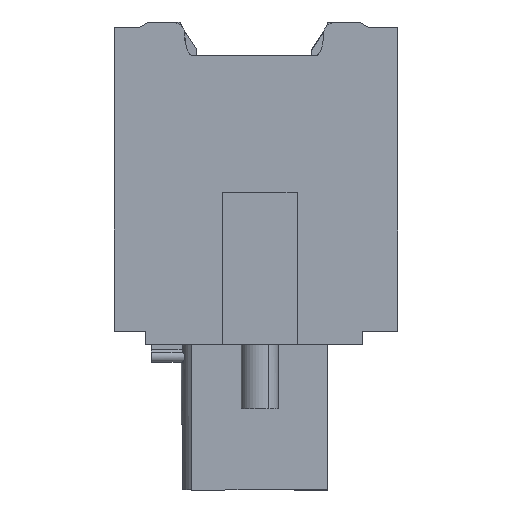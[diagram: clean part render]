
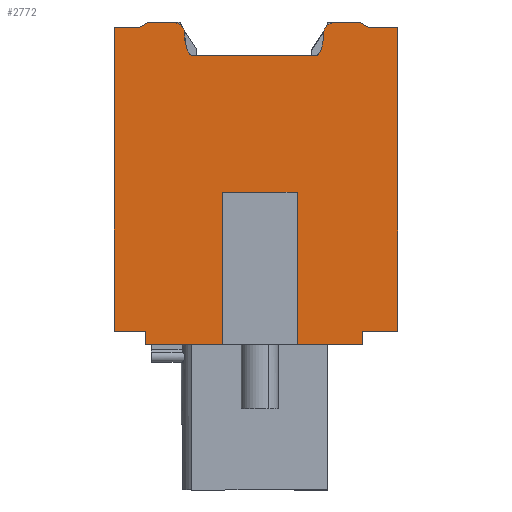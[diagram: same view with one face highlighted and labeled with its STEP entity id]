
A CAD part, left-side view. The second image highlights one B-rep face of the part: STEP entity #2772.
In plain terms, the highlighted planar face has unit normal (-1, 0, 0).
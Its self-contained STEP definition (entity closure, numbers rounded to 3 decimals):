
#875=AXIS2_PLACEMENT_3D('Circle Axis2P3D',#873,#874,$) ;
#923=AXIS2_PLACEMENT_3D('Circle Axis2P3D',#921,#922,$) ;
#2643=AXIS2_PLACEMENT_3D('Plane Axis2P3D',#2640,#2641,#2642) ;
#837=CARTESIAN_POINT('Vertex',(3.375,11.939,25.)) ;
#853=CARTESIAN_POINT('Vertex',(3.375,13.4,25.)) ;
#856=CARTESIAN_POINT('Line Origine',(3.375,8.675,25.)) ;
#873=CARTESIAN_POINT('Axis2P3D Location',(3.375,11.939,24.5)) ;
#877=CARTESIAN_POINT('Vertex',(3.375,11.439,24.525)) ;
#918=CARTESIAN_POINT('Vertex',(3.375,3.961,24.525)) ;
#921=CARTESIAN_POINT('Axis2P3D Location',(3.375,3.461,24.5)) ;
#925=CARTESIAN_POINT('Vertex',(3.375,3.461,25.)) ;
#959=CARTESIAN_POINT('Line Origine',(3.375,6.725,25.)) ;
#963=CARTESIAN_POINT('Vertex',(3.375,2.,25.)) ;
#990=CARTESIAN_POINT('Line Origine',(3.375,1.75,24.875)) ;
#994=CARTESIAN_POINT('Vertex',(3.375,1.5,24.75)) ;
#1065=CARTESIAN_POINT('Vertex',(3.375,13.9,24.75)) ;
#1068=CARTESIAN_POINT('Line Origine',(3.375,13.65,24.875)) ;
#1961=CARTESIAN_POINT('Vertex',(3.375,4.45,23.25)) ;
#1965=CARTESIAN_POINT('Control Point',(3.375,4.45,23.25)) ;
#1966=CARTESIAN_POINT('Control Point',(3.375,4.406,23.25)) ;
#1967=CARTESIAN_POINT('Control Point',(3.375,4.364,23.258)) ;
#1968=CARTESIAN_POINT('Control Point',(3.375,4.321,23.278)) ;
#1969=CARTESIAN_POINT('Control Point',(3.375,4.241,23.336)) ;
#1970=CARTESIAN_POINT('Control Point',(3.375,4.178,23.426)) ;
#1971=CARTESIAN_POINT('Control Point',(3.375,4.15,23.48)) ;
#1972=CARTESIAN_POINT('Control Point',(3.375,4.077,23.649)) ;
#1973=CARTESIAN_POINT('Control Point',(3.375,4.035,23.833)) ;
#1974=CARTESIAN_POINT('Control Point',(3.375,4.014,23.952)) ;
#1975=CARTESIAN_POINT('Control Point',(3.375,3.989,24.142)) ;
#1976=CARTESIAN_POINT('Control Point',(3.375,3.973,24.328)) ;
#1977=CARTESIAN_POINT('Control Point',(3.375,3.968,24.394)) ;
#1978=CARTESIAN_POINT('Control Point',(3.375,3.964,24.459)) ;
#1979=CARTESIAN_POINT('Control Point',(3.375,3.961,24.525)) ;
#2005=CARTESIAN_POINT('Control Point',(3.375,10.95,23.25)) ;
#2006=CARTESIAN_POINT('Control Point',(3.375,11.005,23.25)) ;
#2007=CARTESIAN_POINT('Control Point',(3.375,11.059,23.263)) ;
#2008=CARTESIAN_POINT('Control Point',(3.375,11.109,23.294)) ;
#2009=CARTESIAN_POINT('Control Point',(3.375,11.228,23.409)) ;
#2010=CARTESIAN_POINT('Control Point',(3.375,11.297,23.576)) ;
#2011=CARTESIAN_POINT('Control Point',(3.375,11.33,23.686)) ;
#2012=CARTESIAN_POINT('Control Point',(3.375,11.384,23.922)) ;
#2013=CARTESIAN_POINT('Control Point',(3.375,11.413,24.158)) ;
#2014=CARTESIAN_POINT('Control Point',(3.375,11.425,24.281)) ;
#2015=CARTESIAN_POINT('Control Point',(3.375,11.433,24.403)) ;
#2016=CARTESIAN_POINT('Control Point',(3.375,11.439,24.525)) ;
#2017=CARTESIAN_POINT('Vertex',(3.375,10.95,23.25)) ;
#2241=CARTESIAN_POINT('Line Origine',(3.375,0.75,24.75)) ;
#2245=CARTESIAN_POINT('Vertex',(3.375,0.,24.75)) ;
#2640=CARTESIAN_POINT('Axis2P3D Location',(3.375,15.2,7.8)) ;
#2645=CARTESIAN_POINT('Line Origine',(3.375,9.4,11.875)) ;
#2649=CARTESIAN_POINT('Vertex',(3.375,9.4,15.95)) ;
#2651=CARTESIAN_POINT('Vertex',(3.375,9.4,7.8)) ;
#2654=CARTESIAN_POINT('Line Origine',(3.375,7.4,15.95)) ;
#2658=CARTESIAN_POINT('Vertex',(3.375,5.4,15.95)) ;
#2661=CARTESIAN_POINT('Line Origine',(3.375,5.4,11.875)) ;
#2665=CARTESIAN_POINT('Vertex',(3.375,5.4,7.8)) ;
#2668=CARTESIAN_POINT('Line Origine',(3.375,3.65,7.8)) ;
#2672=CARTESIAN_POINT('Vertex',(3.375,1.9,7.8)) ;
#2675=CARTESIAN_POINT('Line Origine',(3.375,1.9,8.15)) ;
#2679=CARTESIAN_POINT('Vertex',(3.375,1.9,8.5)) ;
#2682=CARTESIAN_POINT('Line Origine',(3.375,1.55,8.5)) ;
#2686=CARTESIAN_POINT('Vertex',(3.375,1.2,8.5)) ;
#2689=CARTESIAN_POINT('Line Origine',(3.375,0.6,8.5)) ;
#2693=CARTESIAN_POINT('Vertex',(3.375,0.,8.5)) ;
#2696=CARTESIAN_POINT('Line Origine',(3.375,0.,16.625)) ;
#2701=CARTESIAN_POINT('Line Origine',(3.375,7.7,23.25)) ;
#2706=CARTESIAN_POINT('Line Origine',(3.375,14.55,24.75)) ;
#2710=CARTESIAN_POINT('Vertex',(3.375,15.2,24.75)) ;
#2713=CARTESIAN_POINT('Line Origine',(3.375,15.2,16.625)) ;
#2717=CARTESIAN_POINT('Vertex',(3.375,15.2,8.5)) ;
#2720=CARTESIAN_POINT('Line Origine',(3.375,14.6,8.5)) ;
#2724=CARTESIAN_POINT('Vertex',(3.375,14.,8.5)) ;
#2727=CARTESIAN_POINT('Line Origine',(3.375,13.75,8.5)) ;
#2731=CARTESIAN_POINT('Vertex',(3.375,13.5,8.5)) ;
#2734=CARTESIAN_POINT('Line Origine',(3.375,13.5,8.15)) ;
#2738=CARTESIAN_POINT('Vertex',(3.375,13.5,7.8)) ;
#2741=CARTESIAN_POINT('Line Origine',(3.375,11.45,7.8)) ;
#857=DIRECTION('Vector Direction',(0.,-1.,0.)) ;
#874=DIRECTION('Axis2P3D Direction',(1.,0.,0.)) ;
#922=DIRECTION('Axis2P3D Direction',(-1.,0.,0.)) ;
#960=DIRECTION('Vector Direction',(0.,1.,0.)) ;
#991=DIRECTION('Vector Direction',(0.,0.894,0.447)) ;
#1069=DIRECTION('Vector Direction',(0.,-0.894,0.447)) ;
#2242=DIRECTION('Vector Direction',(0.,1.,0.)) ;
#2641=DIRECTION('Axis2P3D Direction',(1.,0.,0.)) ;
#2642=DIRECTION('Axis2P3D XDirection',(0.,0.,1.)) ;
#2646=DIRECTION('Vector Direction',(0.,0.,-1.)) ;
#2655=DIRECTION('Vector Direction',(0.,1.,0.)) ;
#2662=DIRECTION('Vector Direction',(0.,0.,-1.)) ;
#2669=DIRECTION('Vector Direction',(0.,-1.,0.)) ;
#2676=DIRECTION('Vector Direction',(0.,0.,-1.)) ;
#2683=DIRECTION('Vector Direction',(0.,1.,0.)) ;
#2690=DIRECTION('Vector Direction',(0.,-1.,0.)) ;
#2697=DIRECTION('Vector Direction',(0.,0.,-1.)) ;
#2702=DIRECTION('Vector Direction',(0.,1.,0.)) ;
#2707=DIRECTION('Vector Direction',(0.,-1.,0.)) ;
#2714=DIRECTION('Vector Direction',(0.,0.,-1.)) ;
#2721=DIRECTION('Vector Direction',(0.,-1.,0.)) ;
#2728=DIRECTION('Vector Direction',(0.,1.,0.)) ;
#2735=DIRECTION('Vector Direction',(0.,0.,1.)) ;
#2742=DIRECTION('Vector Direction',(0.,-1.,0.)) ;
#858=VECTOR('Line Direction',#857,1.) ;
#961=VECTOR('Line Direction',#960,1.) ;
#992=VECTOR('Line Direction',#991,1.) ;
#1070=VECTOR('Line Direction',#1069,1.) ;
#2243=VECTOR('Line Direction',#2242,1.) ;
#2647=VECTOR('Line Direction',#2646,1.) ;
#2656=VECTOR('Line Direction',#2655,1.) ;
#2663=VECTOR('Line Direction',#2662,1.) ;
#2670=VECTOR('Line Direction',#2669,1.) ;
#2677=VECTOR('Line Direction',#2676,1.) ;
#2684=VECTOR('Line Direction',#2683,1.) ;
#2691=VECTOR('Line Direction',#2690,1.) ;
#2698=VECTOR('Line Direction',#2697,1.) ;
#2703=VECTOR('Line Direction',#2702,1.) ;
#2708=VECTOR('Line Direction',#2707,1.) ;
#2715=VECTOR('Line Direction',#2714,1.) ;
#2722=VECTOR('Line Direction',#2721,1.) ;
#2729=VECTOR('Line Direction',#2728,1.) ;
#2736=VECTOR('Line Direction',#2735,1.) ;
#2743=VECTOR('Line Direction',#2742,1.) ;
#2747=ORIENTED_EDGE('',*,*,#2653,.F.) ;
#2748=ORIENTED_EDGE('',*,*,#2660,.F.) ;
#2749=ORIENTED_EDGE('',*,*,#2667,.T.) ;
#2750=ORIENTED_EDGE('',*,*,#2674,.T.) ;
#2751=ORIENTED_EDGE('',*,*,#2681,.T.) ;
#2752=ORIENTED_EDGE('',*,*,#2688,.T.) ;
#2753=ORIENTED_EDGE('',*,*,#2695,.T.) ;
#2754=ORIENTED_EDGE('',*,*,#2700,.F.) ;
#2755=ORIENTED_EDGE('',*,*,#2247,.T.) ;
#2756=ORIENTED_EDGE('',*,*,#996,.T.) ;
#2757=ORIENTED_EDGE('',*,*,#965,.T.) ;
#2758=ORIENTED_EDGE('',*,*,#927,.T.) ;
#2759=ORIENTED_EDGE('',*,*,#1980,.F.) ;
#2760=ORIENTED_EDGE('',*,*,#2705,.T.) ;
#2761=ORIENTED_EDGE('',*,*,#2019,.F.) ;
#2762=ORIENTED_EDGE('',*,*,#879,.F.) ;
#2763=ORIENTED_EDGE('',*,*,#860,.F.) ;
#2764=ORIENTED_EDGE('',*,*,#1072,.F.) ;
#2765=ORIENTED_EDGE('',*,*,#2712,.F.) ;
#2766=ORIENTED_EDGE('',*,*,#2719,.T.) ;
#2767=ORIENTED_EDGE('',*,*,#2726,.T.) ;
#2768=ORIENTED_EDGE('',*,*,#2733,.T.) ;
#2769=ORIENTED_EDGE('',*,*,#2740,.T.) ;
#2770=ORIENTED_EDGE('',*,*,#2745,.T.) ;
#2772=ADVANCED_FACE('housing',(#2771),#2644,.F.) ;
#1964=B_SPLINE_CURVE_WITH_KNOTS('',5,(#1965,#1966,#1967,#1968,#1969,#1970,#1971,#1972,#1973,#1974,#1975,#1976,#1977,#1978,#1979),.UNSPECIFIED.,.F.,.U.,(6,3,3,3,6),(0.,0.307,0.698,1.499,1.937),.UNSPECIFIED.) ;
#2004=B_SPLINE_CURVE_WITH_KNOTS('',5,(#2005,#2006,#2007,#2008,#2009,#2010,#2011,#2012,#2013,#2014,#2015,#2016),.UNSPECIFIED.,.F.,.U.,(6,3,3,6),(0.,0.386,1.123,1.938),.UNSPECIFIED.) ;
#876=CIRCLE('generated circle',#875,0.5) ;
#924=CIRCLE('generated circle',#923,0.5) ;
#860=EDGE_CURVE('',#854,#838,#859,.T.) ;
#879=EDGE_CURVE('',#838,#878,#876,.T.) ;
#927=EDGE_CURVE('',#926,#919,#924,.T.) ;
#965=EDGE_CURVE('',#964,#926,#962,.T.) ;
#996=EDGE_CURVE('',#995,#964,#993,.T.) ;
#1072=EDGE_CURVE('',#1066,#854,#1071,.T.) ;
#1980=EDGE_CURVE('',#1962,#919,#1964,.T.) ;
#2019=EDGE_CURVE('',#878,#2018,#2004,.F.) ;
#2247=EDGE_CURVE('',#2246,#995,#2244,.T.) ;
#2653=EDGE_CURVE('',#2650,#2652,#2648,.T.) ;
#2660=EDGE_CURVE('',#2659,#2650,#2657,.T.) ;
#2667=EDGE_CURVE('',#2659,#2666,#2664,.T.) ;
#2674=EDGE_CURVE('',#2666,#2673,#2671,.T.) ;
#2681=EDGE_CURVE('',#2673,#2680,#2678,.F.) ;
#2688=EDGE_CURVE('',#2680,#2687,#2685,.F.) ;
#2695=EDGE_CURVE('',#2687,#2694,#2692,.T.) ;
#2700=EDGE_CURVE('',#2246,#2694,#2699,.T.) ;
#2705=EDGE_CURVE('',#1962,#2018,#2704,.T.) ;
#2712=EDGE_CURVE('',#2711,#1066,#2709,.T.) ;
#2719=EDGE_CURVE('',#2711,#2718,#2716,.T.) ;
#2726=EDGE_CURVE('',#2718,#2725,#2723,.T.) ;
#2733=EDGE_CURVE('',#2725,#2732,#2730,.F.) ;
#2740=EDGE_CURVE('',#2732,#2739,#2737,.F.) ;
#2745=EDGE_CURVE('',#2739,#2652,#2744,.T.) ;
#2746=EDGE_LOOP('',(#2747,#2748,#2749,#2750,#2751,#2752,#2753,#2754,#2755,#2756,#2757,#2758,#2759,#2760,#2761,#2762,#2763,#2764,#2765,#2766,#2767,#2768,#2769,#2770)) ;
#2771=FACE_OUTER_BOUND('',#2746,.T.) ;
#859=LINE('Line',#856,#858) ;
#962=LINE('Line',#959,#961) ;
#993=LINE('Line',#990,#992) ;
#1071=LINE('Line',#1068,#1070) ;
#2244=LINE('Line',#2241,#2243) ;
#2648=LINE('Line',#2645,#2647) ;
#2657=LINE('Line',#2654,#2656) ;
#2664=LINE('Line',#2661,#2663) ;
#2671=LINE('Line',#2668,#2670) ;
#2678=LINE('Line',#2675,#2677) ;
#2685=LINE('Line',#2682,#2684) ;
#2692=LINE('Line',#2689,#2691) ;
#2699=LINE('Line',#2696,#2698) ;
#2704=LINE('Line',#2701,#2703) ;
#2709=LINE('Line',#2706,#2708) ;
#2716=LINE('Line',#2713,#2715) ;
#2723=LINE('Line',#2720,#2722) ;
#2730=LINE('Line',#2727,#2729) ;
#2737=LINE('Line',#2734,#2736) ;
#2744=LINE('Line',#2741,#2743) ;
#2644=PLANE('',#2643) ;
#838=VERTEX_POINT('',#837) ;
#854=VERTEX_POINT('',#853) ;
#878=VERTEX_POINT('',#877) ;
#919=VERTEX_POINT('',#918) ;
#926=VERTEX_POINT('',#925) ;
#964=VERTEX_POINT('',#963) ;
#995=VERTEX_POINT('',#994) ;
#1066=VERTEX_POINT('',#1065) ;
#1962=VERTEX_POINT('',#1961) ;
#2018=VERTEX_POINT('',#2017) ;
#2246=VERTEX_POINT('',#2245) ;
#2650=VERTEX_POINT('',#2649) ;
#2652=VERTEX_POINT('',#2651) ;
#2659=VERTEX_POINT('',#2658) ;
#2666=VERTEX_POINT('',#2665) ;
#2673=VERTEX_POINT('',#2672) ;
#2680=VERTEX_POINT('',#2679) ;
#2687=VERTEX_POINT('',#2686) ;
#2694=VERTEX_POINT('',#2693) ;
#2711=VERTEX_POINT('',#2710) ;
#2718=VERTEX_POINT('',#2717) ;
#2725=VERTEX_POINT('',#2724) ;
#2732=VERTEX_POINT('',#2731) ;
#2739=VERTEX_POINT('',#2738) ;
